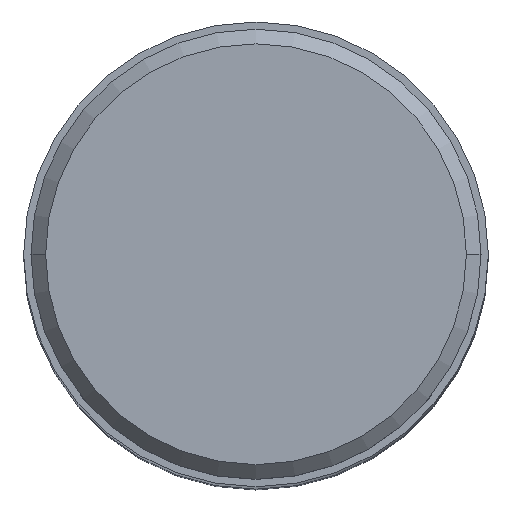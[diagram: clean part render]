
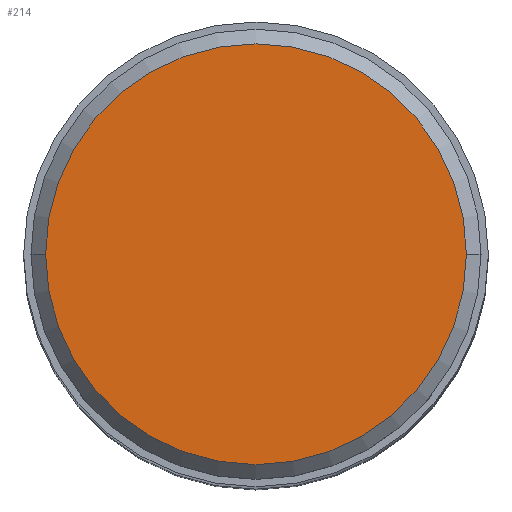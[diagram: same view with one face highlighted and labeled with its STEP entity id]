
A CAD part, top view. The second image highlights one B-rep face of the part: STEP entity #214.
In plain terms, the highlighted planar face has unit normal (0, 0, 1).
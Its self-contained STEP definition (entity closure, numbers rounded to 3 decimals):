
#31=PLANE('',#1389);
#214=ADVANCED_FACE('',(#294),#31,.F.);
#294=FACE_OUTER_BOUND('',#368,.T.);
#368=EDGE_LOOP('',(#642,#643));
#642=ORIENTED_EDGE('',*,*,#870,.T.);
#643=ORIENTED_EDGE('',*,*,#869,.T.);
#728=VERTEX_POINT('',#2916);
#729=VERTEX_POINT('',#2918);
#869=EDGE_CURVE('',#728,#729,#1053,.T.);
#870=EDGE_CURVE('',#729,#728,#1054,.T.);
#1053=CIRCLE('',#1386,14.375);
#1054=CIRCLE('',#1388,14.375);
#1386=AXIS2_PLACEMENT_3D('',#2919,#1701,#1702);
#1388=AXIS2_PLACEMENT_3D('',#2921,#1705,#1706);
#1389=AXIS2_PLACEMENT_3D('',#2922,#1707,#1708);
#1701=DIRECTION('',(0.,0.,1.));
#1702=DIRECTION('',(-1.,0.,0.));
#1705=DIRECTION('',(0.,0.,1.));
#1706=DIRECTION('',(1.,0.,0.));
#1707=DIRECTION('',(0.,0.,-1.));
#1708=DIRECTION('',(-1.,0.,0.));
#2916=CARTESIAN_POINT('',(-14.375,0.,0.));
#2918=CARTESIAN_POINT('',(14.375,0.,0.));
#2919=CARTESIAN_POINT('',(0.,0.,0.));
#2921=CARTESIAN_POINT('',(0.,0.,0.));
#2922=CARTESIAN_POINT('',(0.,0.,0.));
